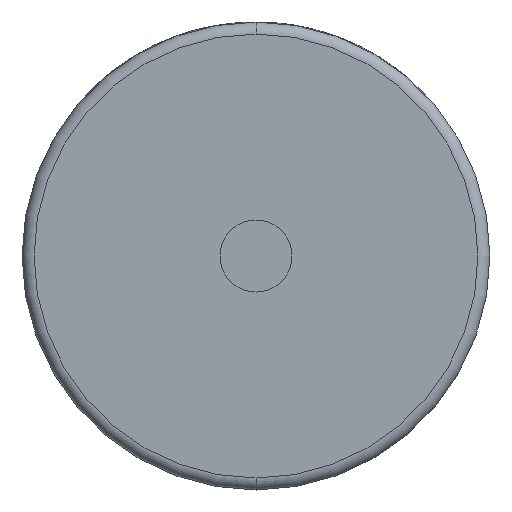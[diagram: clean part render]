
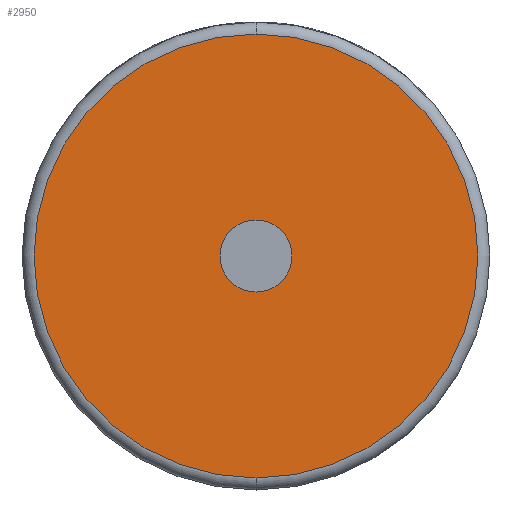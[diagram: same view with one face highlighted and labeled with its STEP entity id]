
A CAD part, front view. The second image highlights one B-rep face of the part: STEP entity #2950.
In plain terms, the highlighted planar face has unit normal (0, -1, 0).
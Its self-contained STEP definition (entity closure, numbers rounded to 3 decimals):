
#396 = CARTESIAN_POINT ( 'NONE',  ( 0., 0., 0. ) ) ;
#569 = VERTEX_POINT ( 'NONE', #3511 ) ;
#571 = AXIS2_PLACEMENT_3D ( 'NONE', #396, #2386, #3089 ) ;
#643 = CARTESIAN_POINT ( 'NONE',  ( 0., 0., 0. ) ) ;
#911 = EDGE_CURVE ( 'NONE', #569, #3090, #4106, .T. ) ;
#922 = AXIS2_PLACEMENT_3D ( 'NONE', #2374, #1071, #3741 ) ;
#974 = CARTESIAN_POINT ( 'NONE',  ( 0., 0., 6. ) ) ;
#1065 = ORIENTED_EDGE ( 'NONE', *, *, #3373, .T. ) ;
#1071 = DIRECTION ( 'NONE',  ( 0., -1., 0. ) ) ;
#1096 = EDGE_LOOP ( 'NONE', ( #1065, #3877 ) ) ;
#1283 = CIRCLE ( 'NONE', #922, 37. ) ;
#1292 = FACE_BOUND ( 'NONE', #2949, .T. ) ;
#1463 = ORIENTED_EDGE ( 'NONE', *, *, #911, .F. ) ;
#1517 = ORIENTED_EDGE ( 'NONE', *, *, #2574, .F. ) ;
#1535 = EDGE_CURVE ( 'NONE', #1684, #3391, #1543, .T. ) ;
#1543 = CIRCLE ( 'NONE', #3156, 37. ) ;
#1684 = VERTEX_POINT ( 'NONE', #2849 ) ;
#1701 = DIRECTION ( 'NONE',  ( 0., -1., 0. ) ) ;
#1980 = AXIS2_PLACEMENT_3D ( 'NONE', #2154, #2468, #2124 ) ;
#2124 = DIRECTION ( 'NONE',  ( 0., 0., 1. ) ) ;
#2154 = CARTESIAN_POINT ( 'NONE',  ( 0., 0., 0. ) ) ;
#2359 = AXIS2_PLACEMENT_3D ( 'NONE', #3447, #3125, #2771 ) ;
#2374 = CARTESIAN_POINT ( 'NONE',  ( 0., 0., 0. ) ) ;
#2386 = DIRECTION ( 'NONE',  ( 0., 1., 0. ) ) ;
#2468 = DIRECTION ( 'NONE',  ( 0., -1., 0. ) ) ;
#2574 = EDGE_CURVE ( 'NONE', #3090, #569, #2998, .T. ) ;
#2730 = DIRECTION ( 'NONE',  ( 0., 0., 1. ) ) ;
#2771 = DIRECTION ( 'NONE',  ( 0., 0., 1. ) ) ;
#2849 = CARTESIAN_POINT ( 'NONE',  ( 0., 0., -37. ) ) ;
#2949 = EDGE_LOOP ( 'NONE', ( #1517, #1463 ) ) ;
#2950 = ADVANCED_FACE ( 'NONE', ( #4312, #1292 ), #3677, .F. ) ;
#2998 = CIRCLE ( 'NONE', #2359, 6. ) ;
#3089 = DIRECTION ( 'NONE',  ( 0., 0., 1. ) ) ;
#3090 = VERTEX_POINT ( 'NONE', #974 ) ;
#3125 = DIRECTION ( 'NONE',  ( 0., -1., 0. ) ) ;
#3156 = AXIS2_PLACEMENT_3D ( 'NONE', #643, #1701, #2730 ) ;
#3373 = EDGE_CURVE ( 'NONE', #3391, #1684, #1283, .T. ) ;
#3391 = VERTEX_POINT ( 'NONE', #3811 ) ;
#3447 = CARTESIAN_POINT ( 'NONE',  ( 0., 0., 0. ) ) ;
#3511 = CARTESIAN_POINT ( 'NONE',  ( 0., 0., -6. ) ) ;
#3677 = PLANE ( 'NONE',  #571 ) ;
#3741 = DIRECTION ( 'NONE',  ( 0., 0., 1. ) ) ;
#3811 = CARTESIAN_POINT ( 'NONE',  ( 0., 0., 37. ) ) ;
#3877 = ORIENTED_EDGE ( 'NONE', *, *, #1535, .T. ) ;
#4106 = CIRCLE ( 'NONE', #1980, 6. ) ;
#4312 = FACE_OUTER_BOUND ( 'NONE', #1096, .T. ) ;
